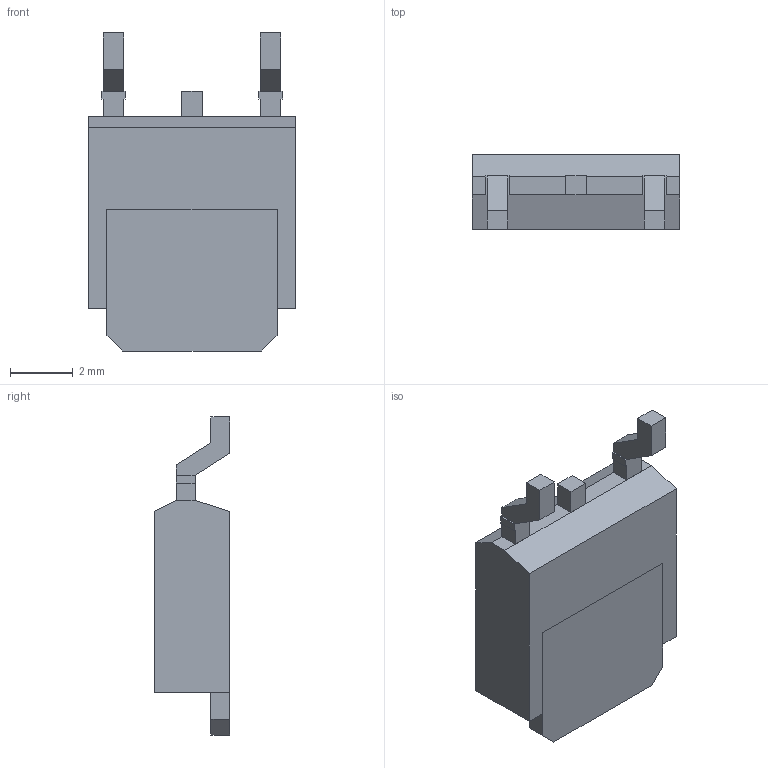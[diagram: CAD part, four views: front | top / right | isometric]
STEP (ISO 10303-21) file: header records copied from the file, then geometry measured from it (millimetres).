
FILE_DESCRIPTION (( 'STEP AP214' ), '1' );
FILE_NAME ('AOD4184A.STEP', '2022-03-18T11:44:11', ( '' ), ( '' ), 'SwSTEP 2.0', 'SolidWorks 2018', '' );
FILE_SCHEMA (( 'AUTOMOTIVE_DESIGN' ));
Length unit declared in the file: millimetre
Products named in the file (1): AOD4184A
Bounding box: 6.6 x 2.4 x 10.1 mm (x, y, z)
Volume: 101.6 mm3; surface area: 221.5 mm2
Topology: 5 solids, 5 shells, 62 faces, 152 edges, 100 vertices
Faces by surface type: plane 62
Entity records: 2052 total; most frequent: CARTESIAN_POINT 315, ORIENTED_EDGE 304, DIRECTION 278, LINE 152, EDGE_CURVE 152, VECTOR 152, VERTEX_POINT 100, AXIS2_PLACEMENT_3D 63
